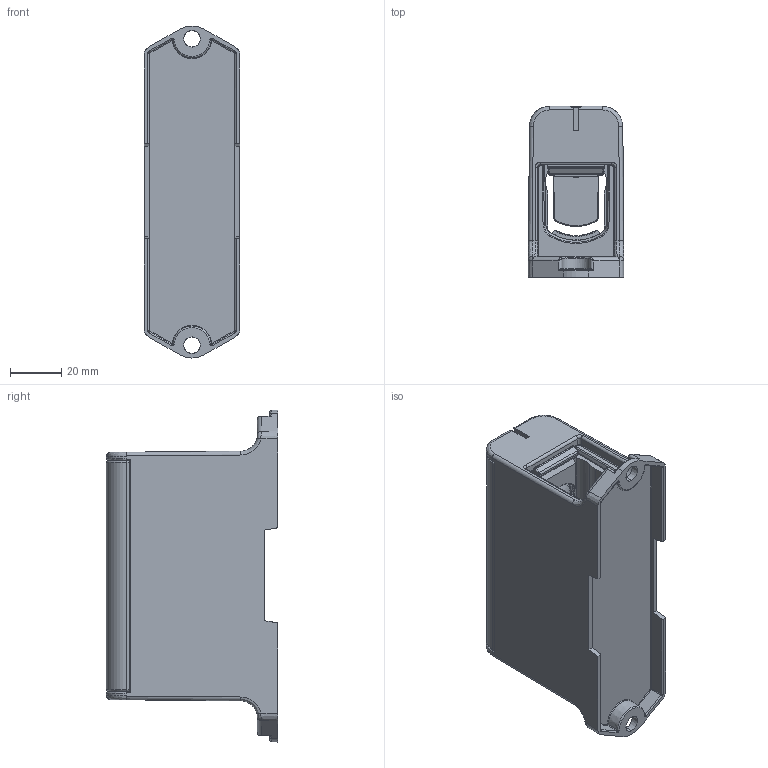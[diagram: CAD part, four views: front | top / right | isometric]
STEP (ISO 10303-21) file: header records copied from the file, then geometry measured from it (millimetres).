
FILE_DESCRIPTION((''),'2;1');
FILE_NAME('KE64_PROCUS_ASM','2015-05-19T',('kjell_andersson'),(''),'PRO/ENGINEER BY PARAMETRIC TECHNOLOGY CORPORATION, 2013230','PRO/ENGINEER BY PARAMETRIC TECHNOLOGY CORPORATION, 2013230','');
FILE_SCHEMA(('CONFIG_CONTROL_DESIGN'));
Products named in the file (6): PMR1578; PSK30; PTK106; PEM737; PMR1579; KE64_PROCUS_ASM
Assembly tree (6 placements, depth 2):
  KE64_PROCUS_ASM
    PMR1578
    PSK30
    PTK106  x2
    PEM737
    PMR1579
Bounding box: 37.5 x 67 x 130 mm (x, y, z)
Volume: 122611.2 mm3; surface area: 84139.7 mm2
Topology: 6 solids, 6 shells, 1447 faces, 3778 edges, 2342 vertices
Faces by surface type: plane 578, cylinder 523, bspline 260, cone 40, sphere 32, torus 14
Entity records: 62478 total; most frequent: CARTESIAN_POINT 29372, ORIENTED_EDGE 7416, DIRECTION 6182, EDGE_CURVE 3708, VERTEX_POINT 2306, VECTOR 2124, LINE 2124, AXIS2_PLACEMENT_3D 2029
